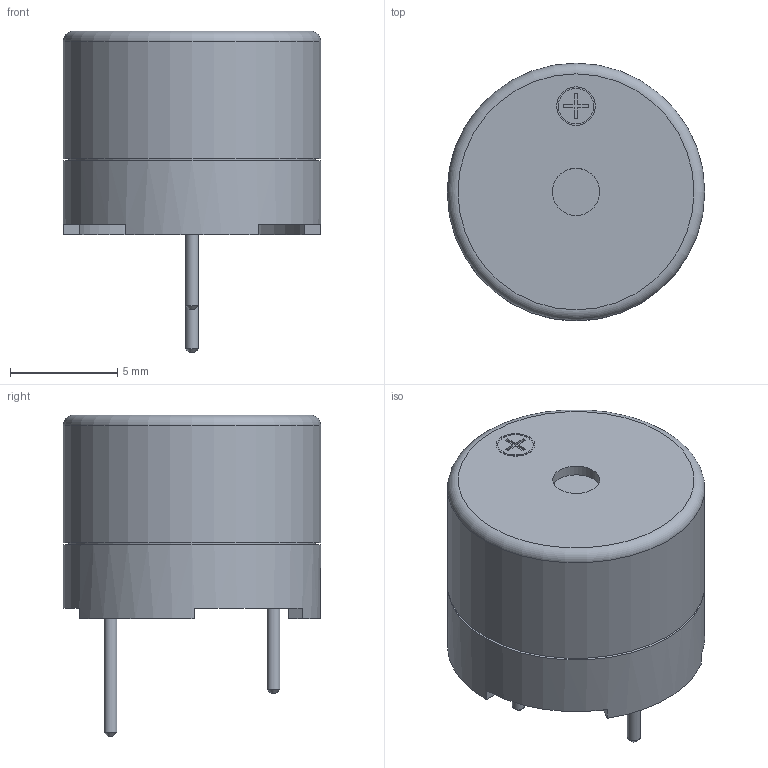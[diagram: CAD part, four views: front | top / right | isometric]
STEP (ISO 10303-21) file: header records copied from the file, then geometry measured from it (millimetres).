
FILE_DESCRIPTION(('FreeCAD Model'),'2;1');
FILE_NAME('Buzzer - 7.6mm v2.step','2017-10-30T23:17:34' ,('kicad StepUp'),('ksu MCAD'),'Open CASCADE STEP processor 6.9', 'FreeCAD','Unknown');
FILE_SCHEMA(('AUTOMOTIVE_DESIGN { 1 0 10303 214 1 1 1 1 }'));
Length unit declared in the file: millimetre
Products named in the file (1): Buzzer_-_7.6mm_v2
Bounding box: 12 x 12 x 15 mm (x, y, z)
Volume: 965.9 mm3; surface area: 751.1 mm2
Topology: 1 solids, 1 shells, 47 faces, 125 edges, 89 vertices
Faces by surface type: plane 32, cylinder 12, cone 2, torus 1
Full cylindrical faces by diameter (mm): 0.6 x2, 1.648 x1, 1.794 x1, 2.2 x1, 8.5 x1, 11.5 x1, 12 x2
Entity records: 1853 total; most frequent: DIRECTION 275, CARTESIAN_POINT 262, ORIENTED_EDGE 250, EDGE_CURVE 125, AXIS2_PLACEMENT_3D 102, VERTEX_POINT 89, LINE 71, VECTOR 71
